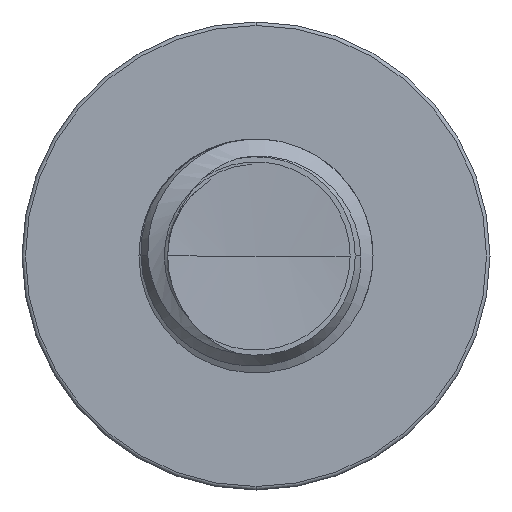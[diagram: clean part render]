
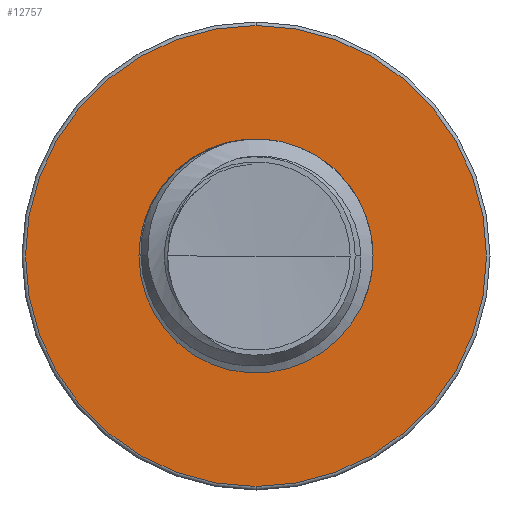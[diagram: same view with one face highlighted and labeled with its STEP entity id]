
A CAD part, front view. The second image highlights one B-rep face of the part: STEP entity #12757.
In plain terms, the highlighted planar face has unit normal (0, -1, 0).
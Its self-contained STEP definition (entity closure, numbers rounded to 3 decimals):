
#551 = AXIS2_PLACEMENT_3D ( 'NONE', #4737, #21357, #10450 ) ;
#673 = DIRECTION ( 'NONE',  ( 0., 0., -1. ) ) ;
#1177 = CIRCLE ( 'NONE', #16179, 1.97 ) ;
#1460 = CARTESIAN_POINT ( 'NONE',  ( 0., 5., -1.97 ) ) ;
#2426 = CARTESIAN_POINT ( 'NONE',  ( 0., 5., -0.969 ) ) ;
#3251 = CARTESIAN_POINT ( 'NONE',  ( 0., 5., 1.97 ) ) ;
#4737 = CARTESIAN_POINT ( 'NONE',  ( 0., 5., 0.969 ) ) ;
#6714 = ORIENTED_EDGE ( 'NONE', *, *, #19271, .T. ) ;
#7552 = VERTEX_POINT ( 'NONE', #1460 ) ;
#7802 = ORIENTED_EDGE ( 'NONE', *, *, #20583, .F. ) ;
#8566 = PLANE ( 'NONE',  #551 ) ;
#9477 = DIRECTION ( 'NONE',  ( 0., -1., 0. ) ) ;
#10302 = EDGE_LOOP ( 'NONE', ( #22013, #6714 ) ) ;
#10450 = DIRECTION ( 'NONE',  ( 0., 0., -1. ) ) ;
#11156 = DIRECTION ( 'NONE',  ( 0., -1., 0. ) ) ;
#11301 = VERTEX_POINT ( 'NONE', #23393 ) ;
#11307 = CARTESIAN_POINT ( 'NONE',  ( 0., 5., 0. ) ) ;
#12028 = DIRECTION ( 'NONE',  ( 0., -1., 0. ) ) ;
#12646 = VERTEX_POINT ( 'NONE', #2426 ) ;
#12757 = ADVANCED_FACE ( 'NONE', ( #21127, #15824 ), #8566, .T. ) ;
#13199 = DIRECTION ( 'NONE',  ( 0., 0., -1. ) ) ;
#13458 = EDGE_CURVE ( 'NONE', #11301, #12646, #19710, .T. ) ;
#15824 = FACE_BOUND ( 'NONE', #17246, .T. ) ;
#16179 = AXIS2_PLACEMENT_3D ( 'NONE', #20457, #9477, #22214 ) ;
#16186 = VERTEX_POINT ( 'NONE', #3251 ) ;
#16217 = EDGE_CURVE ( 'NONE', #7552, #16186, #19690, .T. ) ;
#17011 = CIRCLE ( 'NONE', #19336, 0.969 ) ;
#17246 = EDGE_LOOP ( 'NONE', ( #7802, #17339 ) ) ;
#17339 = ORIENTED_EDGE ( 'NONE', *, *, #13458, .F. ) ;
#19271 = EDGE_CURVE ( 'NONE', #16186, #7552, #1177, .T. ) ;
#19336 = AXIS2_PLACEMENT_3D ( 'NONE', #11307, #23831, #13199 ) ;
#19690 = CIRCLE ( 'NONE', #21095, 1.97 ) ;
#19710 = CIRCLE ( 'NONE', #20032, 0.969 ) ;
#20032 = AXIS2_PLACEMENT_3D ( 'NONE', #22760, #12028, #673 ) ;
#20457 = CARTESIAN_POINT ( 'NONE',  ( 0., 5., 0. ) ) ;
#20583 = EDGE_CURVE ( 'NONE', #12646, #11301, #17011, .T. ) ;
#21095 = AXIS2_PLACEMENT_3D ( 'NONE', #21988, #11156, #23701 ) ;
#21127 = FACE_OUTER_BOUND ( 'NONE', #10302, .T. ) ;
#21357 = DIRECTION ( 'NONE',  ( 0., -1., 0. ) ) ;
#21988 = CARTESIAN_POINT ( 'NONE',  ( 0., 5., 0. ) ) ;
#22013 = ORIENTED_EDGE ( 'NONE', *, *, #16217, .T. ) ;
#22214 = DIRECTION ( 'NONE',  ( 0., 0., -1. ) ) ;
#22760 = CARTESIAN_POINT ( 'NONE',  ( 0., 5., 0. ) ) ;
#23393 = CARTESIAN_POINT ( 'NONE',  ( 0., 5., 0.969 ) ) ;
#23701 = DIRECTION ( 'NONE',  ( 0., 0., -1. ) ) ;
#23831 = DIRECTION ( 'NONE',  ( 0., -1., 0. ) ) ;
